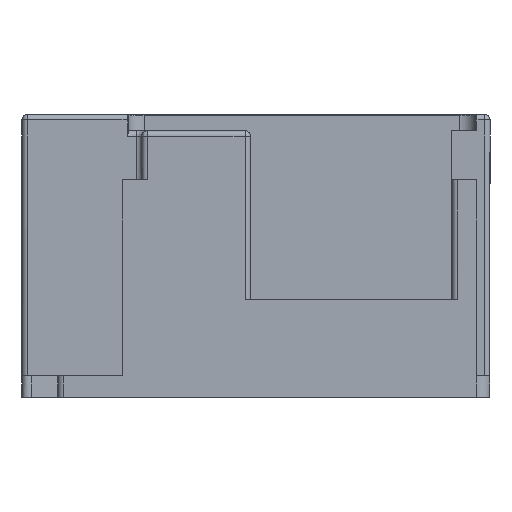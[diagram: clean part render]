
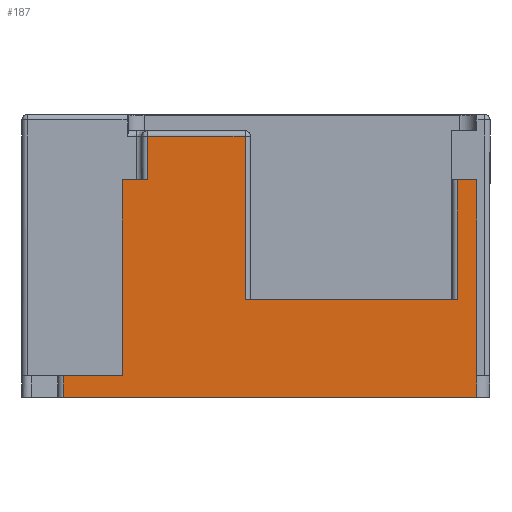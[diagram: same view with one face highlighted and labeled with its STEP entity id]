
A CAD part, left-side view. The second image highlights one B-rep face of the part: STEP entity #187.
In plain terms, the highlighted planar face has unit normal (-1, 0, 0).
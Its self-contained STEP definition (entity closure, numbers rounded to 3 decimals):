
#187=ADVANCED_FACE('',(#374),#2994,.T.);
#374=FACE_OUTER_BOUND('',#562,.T.);
#562=EDGE_LOOP('',(#1424,#1425,#1426,#1427,#1428,#1429,#1430,#1431,#1432,
#1433,#1434,#1435,#1436));
#1424=ORIENTED_EDGE('',*,*,#2031,.F.);
#1425=ORIENTED_EDGE('',*,*,#1899,.T.);
#1426=ORIENTED_EDGE('',*,*,#1869,.T.);
#1427=ORIENTED_EDGE('',*,*,#1733,.F.);
#1428=ORIENTED_EDGE('',*,*,#1864,.F.);
#1429=ORIENTED_EDGE('',*,*,#1862,.F.);
#1430=ORIENTED_EDGE('',*,*,#1853,.F.);
#1431=ORIENTED_EDGE('',*,*,#1848,.F.);
#1432=ORIENTED_EDGE('',*,*,#1931,.T.);
#1433=ORIENTED_EDGE('',*,*,#1736,.F.);
#1434=ORIENTED_EDGE('',*,*,#1720,.F.);
#1435=ORIENTED_EDGE('',*,*,#1675,.F.);
#1436=ORIENTED_EDGE('',*,*,#1916,.T.);
#1675=EDGE_CURVE('',#2642,#2643,#2288,.T.);
#1720=EDGE_CURVE('',#2643,#2693,#2325,.T.);
#1733=EDGE_CURVE('',#2710,#2711,#2336,.T.);
#1736=EDGE_CURVE('',#2693,#2713,#2339,.T.);
#1848=EDGE_CURVE('',#2759,#2760,#2399,.T.);
#1853=EDGE_CURVE('',#2760,#2763,#2401,.T.);
#1862=EDGE_CURVE('',#2763,#2771,#2409,.T.);
#1864=EDGE_CURVE('',#2771,#2710,#2411,.T.);
#1869=EDGE_CURVE('',#2652,#2711,#2414,.T.);
#1899=EDGE_CURVE('',#2780,#2652,#2436,.T.);
#1916=EDGE_CURVE('',#2642,#2788,#2447,.T.);
#1931=EDGE_CURVE('',#2759,#2713,#2456,.T.);
#2031=EDGE_CURVE('',#2780,#2788,#2516,.T.);
#2288=B_SPLINE_CURVE_WITH_KNOTS('',1,(#6444,#6445),.UNSPECIFIED.,.F.,.F.,
(2,2),(0.,5.394),.UNSPECIFIED.);
#2325=B_SPLINE_CURVE_WITH_KNOTS('',1,(#6570,#6571),.UNSPECIFIED.,.F.,.F.,
(2,2),(0.,18.),.UNSPECIFIED.);
#2336=B_SPLINE_CURVE_WITH_KNOTS('',1,(#6602,#6603),.UNSPECIFIED.,.F.,.F.,
(2,2),(0.,1.8),.UNSPECIFIED.);
#2339=B_SPLINE_CURVE_WITH_KNOTS('',1,(#6608,#6609),.UNSPECIFIED.,.F.,.F.,
(2,2),(0.,2.3),.UNSPECIFIED.);
#2399=B_SPLINE_CURVE_WITH_KNOTS('',1,(#6913,#6914),.UNSPECIFIED.,.F.,.F.,
(2,2),(0.,9.),.UNSPECIFIED.);
#2401=B_SPLINE_CURVE_WITH_KNOTS('',1,(#6926,#6927),.UNSPECIFIED.,.F.,.F.,
(2,2),(0.,15.),.UNSPECIFIED.);
#2409=B_SPLINE_CURVE_WITH_KNOTS('',1,(#6945,#6946),.UNSPECIFIED.,.F.,.F.,
(2,2),(0.,19.5),.UNSPECIFIED.);
#2411=B_SPLINE_CURVE_WITH_KNOTS('',1,(#6949,#6950),.UNSPECIFIED.,.F.,.F.,
(2,2),(0.,11.),.UNSPECIFIED.);
#2414=B_SPLINE_CURVE_WITH_KNOTS('',1,(#6961,#6962),.UNSPECIFIED.,.F.,.F.,
(2,2),(0.,18.),.UNSPECIFIED.);
#2436=B_SPLINE_CURVE_WITH_KNOTS('',1,(#7057,#7058),.UNSPECIFIED.,.F.,.F.,
(2,2),(0.,2.),.UNSPECIFIED.);
#2447=B_SPLINE_CURVE_WITH_KNOTS('',1,(#7097,#7098),.UNSPECIFIED.,.F.,.F.,
(2,2),(0.,2.),.UNSPECIFIED.);
#2456=B_SPLINE_CURVE_WITH_KNOTS('',1,(#7145,#7146),.UNSPECIFIED.,.F.,.F.,
(2,2),(0.,4.),.UNSPECIFIED.);
#2516=B_SPLINE_CURVE_WITH_KNOTS('',1,(#7432,#7433,#7434,#7435),
 .UNSPECIFIED.,.F.,.F.,(2,1,1,2),(0.,12.3,20.3,37.994),
 .UNSPECIFIED.);
#2642=VERTEX_POINT('',#5987);
#2643=VERTEX_POINT('',#5988);
#2652=VERTEX_POINT('',#5997);
#2693=VERTEX_POINT('',#6038);
#2710=VERTEX_POINT('',#6055);
#2711=VERTEX_POINT('',#6056);
#2713=VERTEX_POINT('',#6058);
#2759=VERTEX_POINT('',#6104);
#2760=VERTEX_POINT('',#6105);
#2763=VERTEX_POINT('',#6108);
#2771=VERTEX_POINT('',#6116);
#2780=VERTEX_POINT('',#6125);
#2788=VERTEX_POINT('',#6133);
#2994=PLANE('',#3105);
#3105=AXIS2_PLACEMENT_3D('',#5795,#3199,$);
#3199=DIRECTION('',(-1.,0.,0.));
#5795=CARTESIAN_POINT('',(-48.5,30.694,-13.));
#5987=CARTESIAN_POINT('',(-48.5,30.694,-11.));
#5988=CARTESIAN_POINT('',(-48.5,25.3,-11.));
#5997=CARTESIAN_POINT('',(-48.5,-7.3,-11.));
#6038=CARTESIAN_POINT('',(-48.5,25.3,7.));
#6055=CARTESIAN_POINT('',(-48.5,-5.5,7.));
#6056=CARTESIAN_POINT('',(-48.5,-7.3,7.));
#6058=CARTESIAN_POINT('',(-48.5,23.,7.));
#6104=CARTESIAN_POINT('',(-48.5,23.,11.));
#6105=CARTESIAN_POINT('',(-48.5,14.,11.));
#6108=CARTESIAN_POINT('',(-48.5,14.,-4.));
#6116=CARTESIAN_POINT('',(-48.5,-5.5,-4.));
#6125=CARTESIAN_POINT('',(-48.5,-7.3,-13.));
#6133=CARTESIAN_POINT('',(-48.5,30.694,-13.));
#6444=CARTESIAN_POINT('',(-48.5,30.694,-11.));
#6445=CARTESIAN_POINT('',(-48.5,25.3,-11.));
#6570=CARTESIAN_POINT('',(-48.5,25.3,-11.));
#6571=CARTESIAN_POINT('',(-48.5,25.3,7.));
#6602=CARTESIAN_POINT('',(-48.5,-5.5,7.));
#6603=CARTESIAN_POINT('',(-48.5,-7.3,7.));
#6608=CARTESIAN_POINT('',(-48.5,25.3,7.));
#6609=CARTESIAN_POINT('',(-48.5,23.,7.));
#6913=CARTESIAN_POINT('',(-48.5,23.,11.));
#6914=CARTESIAN_POINT('',(-48.5,14.,11.));
#6926=CARTESIAN_POINT('',(-48.5,14.,11.));
#6927=CARTESIAN_POINT('',(-48.5,14.,-4.));
#6945=CARTESIAN_POINT('',(-48.5,14.,-4.));
#6946=CARTESIAN_POINT('',(-48.5,-5.5,-4.));
#6949=CARTESIAN_POINT('',(-48.5,-5.5,-4.));
#6950=CARTESIAN_POINT('',(-48.5,-5.5,7.));
#6961=CARTESIAN_POINT('',(-48.5,-7.3,-11.));
#6962=CARTESIAN_POINT('',(-48.5,-7.3,7.));
#7057=CARTESIAN_POINT('',(-48.5,-7.3,-13.));
#7058=CARTESIAN_POINT('',(-48.5,-7.3,-11.));
#7097=CARTESIAN_POINT('',(-48.5,30.694,-11.));
#7098=CARTESIAN_POINT('',(-48.5,30.694,-13.));
#7145=CARTESIAN_POINT('',(-48.5,23.,11.));
#7146=CARTESIAN_POINT('',(-48.5,23.,7.));
#7432=CARTESIAN_POINT('',(-48.5,-7.3,-13.));
#7433=CARTESIAN_POINT('',(-48.5,5.,-13.));
#7434=CARTESIAN_POINT('',(-48.5,13.,-13.));
#7435=CARTESIAN_POINT('',(-48.5,30.694,-13.));
